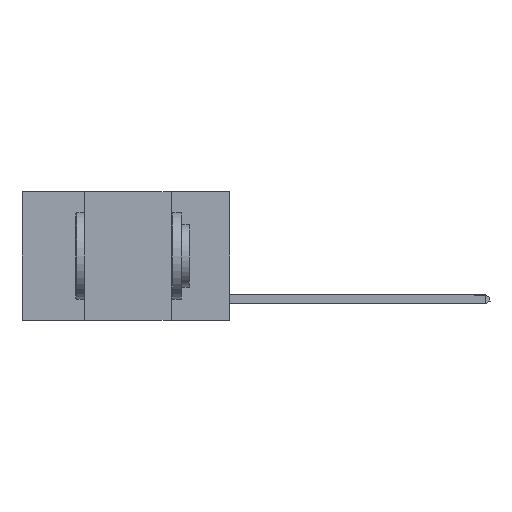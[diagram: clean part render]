
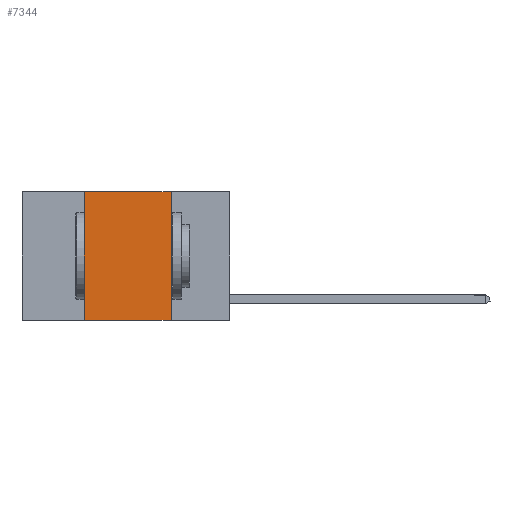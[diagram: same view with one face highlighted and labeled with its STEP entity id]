
A CAD part, left-side view. The second image highlights one B-rep face of the part: STEP entity #7344.
In plain terms, the highlighted planar face has unit normal (-1, 0, 0).
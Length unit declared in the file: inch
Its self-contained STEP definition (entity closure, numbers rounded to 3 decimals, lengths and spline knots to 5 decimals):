
#18 = VERTEX_POINT ( 'NONE', #4396 ) ;
#129 = VECTOR ( 'NONE', #5158, 39.37008 ) ;
#468 = DIRECTION ( 'NONE',  ( 0., -1., 0. ) ) ;
#810 = DIRECTION ( 'NONE',  ( 0., 0., -1. ) ) ;
#1620 = CARTESIAN_POINT ( 'NONE',  ( 0., 0.17, 0. ) ) ;
#2970 = EDGE_CURVE ( 'NONE', #8719, #6202, #5770, .T. ) ;
#3618 = EDGE_CURVE ( 'NONE', #18, #9647, #3778, .T. ) ;
#3778 = LINE ( 'NONE', #1620, #6135 ) ;
#4036 = ORIENTED_EDGE ( 'NONE', *, *, #7611, .F. ) ;
#4396 = CARTESIAN_POINT ( 'NONE',  ( 0., 0.17, 0. ) ) ;
#4874 = ORIENTED_EDGE ( 'NONE', *, *, #10022, .T. ) ;
#5158 = DIRECTION ( 'NONE',  ( 0., -1., 0. ) ) ;
#5466 = ORIENTED_EDGE ( 'NONE', *, *, #3618, .F. ) ;
#5604 = CARTESIAN_POINT ( 'NONE',  ( 0., 0.42, 0. ) ) ;
#5626 = DIRECTION ( 'NONE',  ( 1., 0., 0. ) ) ;
#5770 = LINE ( 'NONE', #5604, #9724 ) ;
#6077 = EDGE_LOOP ( 'NONE', ( #5466, #4036, #6091, #4874 ) ) ;
#6091 = ORIENTED_EDGE ( 'NONE', *, *, #2970, .F. ) ;
#6135 = VECTOR ( 'NONE', #6385, 39.37008 ) ;
#6202 = VERTEX_POINT ( 'NONE', #8181 ) ;
#6385 = DIRECTION ( 'NONE',  ( 0., 0., -1. ) ) ;
#6398 = DIRECTION ( 'NONE',  ( 0., 0., 1. ) ) ;
#7174 = VECTOR ( 'NONE', #468, 39.37008 ) ;
#7304 = FACE_OUTER_BOUND ( 'NONE', #6077, .T. ) ;
#7344 = ADVANCED_FACE ( 'NONE', ( #7304 ), #8003, .F. ) ;
#7417 = AXIS2_PLACEMENT_3D ( 'NONE', #10315, #5626, #810 ) ;
#7611 = EDGE_CURVE ( 'NONE', #6202, #18, #9283, .T. ) ;
#7990 = CARTESIAN_POINT ( 'NONE',  ( 0., 0.42, -0.37 ) ) ;
#8003 = PLANE ( 'NONE',  #7417 ) ;
#8181 = CARTESIAN_POINT ( 'NONE',  ( 0., 0.42, 0. ) ) ;
#8719 = VERTEX_POINT ( 'NONE', #7990 ) ;
#9255 = CARTESIAN_POINT ( 'NONE',  ( 0., 0.6, 0. ) ) ;
#9283 = LINE ( 'NONE', #9255, #7174 ) ;
#9647 = VERTEX_POINT ( 'NONE', #9861 ) ;
#9724 = VECTOR ( 'NONE', #6398, 39.37008 ) ;
#9854 = CARTESIAN_POINT ( 'NONE',  ( 0., 0.6, -0.37 ) ) ;
#9861 = CARTESIAN_POINT ( 'NONE',  ( 0., 0.17, -0.37 ) ) ;
#10022 = EDGE_CURVE ( 'NONE', #8719, #9647, #10255, .T. ) ;
#10255 = LINE ( 'NONE', #9854, #129 ) ;
#10315 = CARTESIAN_POINT ( 'NONE',  ( 0., 0.6, 0. ) ) ;
